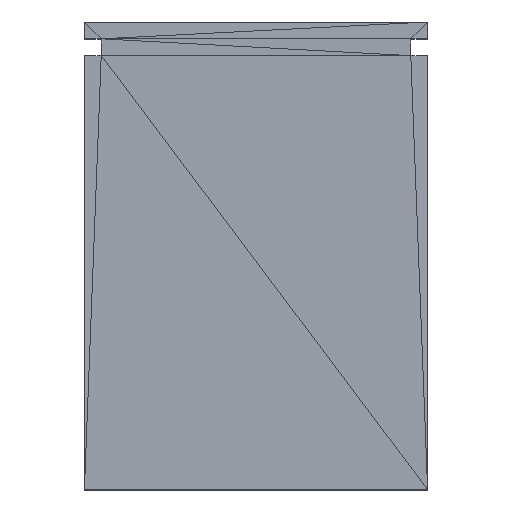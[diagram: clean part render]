
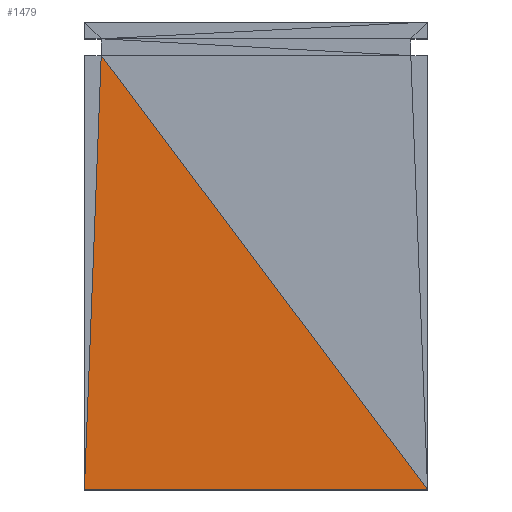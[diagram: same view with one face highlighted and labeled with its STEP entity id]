
A CAD part, top view. The second image highlights one B-rep face of the part: STEP entity #1479.
In plain terms, the highlighted planar face has unit normal (0, 0, 1).
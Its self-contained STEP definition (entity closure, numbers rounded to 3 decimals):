
#114 = VERTEX_POINT('',#115);
#115 = CARTESIAN_POINT('',(-15.3,-41.7,15.));
#129 = PLANE('',#130);
#130 = AXIS2_PLACEMENT_3D('',#131,#132,#133);
#131 = CARTESIAN_POINT('',(-14.918,-21.982,15.));
#132 = DIRECTION('',(0.,0.,1.));
#133 = DIRECTION('',(1.,0.,-0.));
#156 = PLANE('',#157);
#157 = AXIS2_PLACEMENT_3D('',#158,#159,#160);
#158 = CARTESIAN_POINT('',(-2.88,-41.7,
    10.38));
#159 = DIRECTION('',(-0.,-1.,-0.));
#160 = DIRECTION('',(0.,0.,-1.));
#315 = VERTEX_POINT('',#316);
#316 = CARTESIAN_POINT('',(-13.8,-3.,15.));
#1079 = VERTEX_POINT('',#1080);
#1080 = CARTESIAN_POINT('',(15.3,-41.7,15.));
#1384 = PLANE('',#1385);
#1385 = AXIS2_PLACEMENT_3D('',#1386,#1387,#1388);
#1386 = CARTESIAN_POINT('',(5.227,-17.696,15.));
#1387 = DIRECTION('',(0.,0.,1.));
#1388 = DIRECTION('',(0.,1.,0.));
#1428 = EDGE_CURVE('',#315,#1079,#1429,.T.);
#1429 = SURFACE_CURVE('',#1430,(#1434,#1441),.PCURVE_S1.);
#1430 = LINE('',#1431,#1432);
#1431 = CARTESIAN_POINT('',(-13.8,-3.,15.));
#1432 = VECTOR('',#1433,1.);
#1433 = DIRECTION('',(0.601,-0.799,0.));
#1434 = PCURVE('',#1384,#1435);
#1435 = DEFINITIONAL_REPRESENTATION('',(#1436),#1440);
#1436 = LINE('',#1437,#1438);
#1437 = CARTESIAN_POINT('',(14.696,19.027));
#1438 = VECTOR('',#1439,1.);
#1439 = DIRECTION('',(-0.799,-0.601));
#1440 = ( GEOMETRIC_REPRESENTATION_CONTEXT(2) 
PARAMETRIC_REPRESENTATION_CONTEXT() REPRESENTATION_CONTEXT('2D SPACE',''
  ) );
#1441 = PCURVE('',#1442,#1447);
#1442 = PLANE('',#1443);
#1443 = AXIS2_PLACEMENT_3D('',#1444,#1445,#1446);
#1444 = CARTESIAN_POINT('',(-4.477,-27.379,15.));
#1445 = DIRECTION('',(0.,0.,1.));
#1446 = DIRECTION('',(1.,0.,-0.));
#1447 = DEFINITIONAL_REPRESENTATION('',(#1448),#1452);
#1448 = LINE('',#1449,#1450);
#1449 = CARTESIAN_POINT('',(-9.323,24.379));
#1450 = VECTOR('',#1451,1.);
#1451 = DIRECTION('',(0.601,-0.799));
#1452 = ( GEOMETRIC_REPRESENTATION_CONTEXT(2) 
PARAMETRIC_REPRESENTATION_CONTEXT() REPRESENTATION_CONTEXT('2D SPACE',''
  ) );
#1458 = EDGE_CURVE('',#114,#315,#1459,.T.);
#1459 = SURFACE_CURVE('',#1460,(#1464,#1471),.PCURVE_S1.);
#1460 = LINE('',#1461,#1462);
#1461 = CARTESIAN_POINT('',(-15.3,-41.7,15.));
#1462 = VECTOR('',#1463,1.);
#1463 = DIRECTION('',(0.039,0.999,0.));
#1464 = PCURVE('',#129,#1465);
#1465 = DEFINITIONAL_REPRESENTATION('',(#1466),#1470);
#1466 = LINE('',#1467,#1468);
#1467 = CARTESIAN_POINT('',(-0.382,-19.718));
#1468 = VECTOR('',#1469,1.);
#1469 = DIRECTION('',(0.039,0.999));
#1470 = ( GEOMETRIC_REPRESENTATION_CONTEXT(2) 
PARAMETRIC_REPRESENTATION_CONTEXT() REPRESENTATION_CONTEXT('2D SPACE',''
  ) );
#1471 = PCURVE('',#1442,#1472);
#1472 = DEFINITIONAL_REPRESENTATION('',(#1473),#1477);
#1473 = LINE('',#1474,#1475);
#1474 = CARTESIAN_POINT('',(-10.823,-14.321));
#1475 = VECTOR('',#1476,1.);
#1476 = DIRECTION('',(0.039,0.999));
#1477 = ( GEOMETRIC_REPRESENTATION_CONTEXT(2) 
PARAMETRIC_REPRESENTATION_CONTEXT() REPRESENTATION_CONTEXT('2D SPACE',''
  ) );
#1479 = ADVANCED_FACE('',(#1480),#1442,.T.);
#1480 = FACE_BOUND('',#1481,.T.);
#1481 = EDGE_LOOP('',(#1482,#1483,#1484));
#1482 = ORIENTED_EDGE('',*,*,#1428,.F.);
#1483 = ORIENTED_EDGE('',*,*,#1458,.F.);
#1484 = ORIENTED_EDGE('',*,*,#1485,.T.);
#1485 = EDGE_CURVE('',#114,#1079,#1486,.T.);
#1486 = SURFACE_CURVE('',#1487,(#1491,#1498),.PCURVE_S1.);
#1487 = LINE('',#1488,#1489);
#1488 = CARTESIAN_POINT('',(-15.3,-41.7,15.));
#1489 = VECTOR('',#1490,1.);
#1490 = DIRECTION('',(1.,0.,0.));
#1491 = PCURVE('',#1442,#1492);
#1492 = DEFINITIONAL_REPRESENTATION('',(#1493),#1497);
#1493 = LINE('',#1494,#1495);
#1494 = CARTESIAN_POINT('',(-10.823,-14.321));
#1495 = VECTOR('',#1496,1.);
#1496 = DIRECTION('',(1.,0.));
#1497 = ( GEOMETRIC_REPRESENTATION_CONTEXT(2) 
PARAMETRIC_REPRESENTATION_CONTEXT() REPRESENTATION_CONTEXT('2D SPACE',''
  ) );
#1498 = PCURVE('',#156,#1499);
#1499 = DEFINITIONAL_REPRESENTATION('',(#1500),#1504);
#1500 = LINE('',#1501,#1502);
#1501 = CARTESIAN_POINT('',(-4.62,-12.42));
#1502 = VECTOR('',#1503,1.);
#1503 = DIRECTION('',(0.,1.));
#1504 = ( GEOMETRIC_REPRESENTATION_CONTEXT(2) 
PARAMETRIC_REPRESENTATION_CONTEXT() REPRESENTATION_CONTEXT('2D SPACE',''
  ) );
